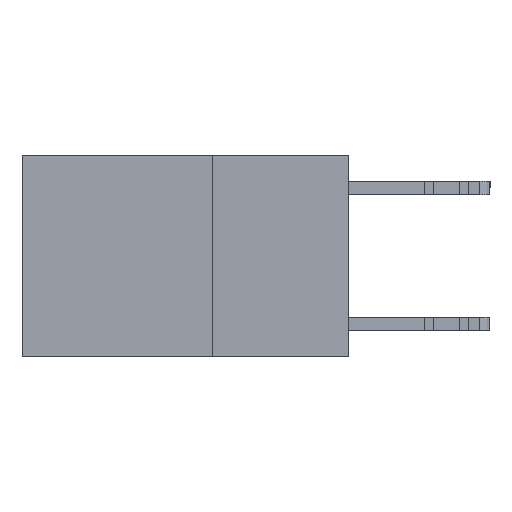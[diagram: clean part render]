
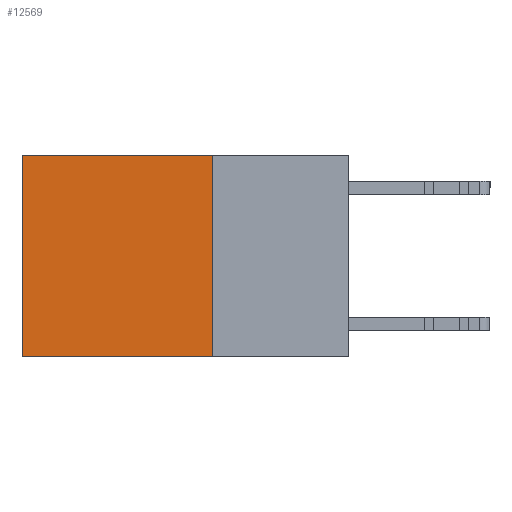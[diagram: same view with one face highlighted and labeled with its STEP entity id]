
A CAD part, left-side view. The second image highlights one B-rep face of the part: STEP entity #12569.
In plain terms, the highlighted planar face has unit normal (-1, 0, 0).
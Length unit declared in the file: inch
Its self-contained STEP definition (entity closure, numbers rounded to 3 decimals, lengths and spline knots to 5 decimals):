
#1308 = DIRECTION ( 'NONE',  ( 0., 0., -1. ) ) ;
#1739 = CARTESIAN_POINT ( 'NONE',  ( 0.2625, 0.25, -0.37 ) ) ;
#2019 = LINE ( 'NONE', #20230, #19293 ) ;
#2128 = EDGE_CURVE ( 'NONE', #26357, #21228, #11428, .T. ) ;
#3134 = DIRECTION ( 'NONE',  ( 1., 0., 0. ) ) ;
#3223 = CARTESIAN_POINT ( 'NONE',  ( 0.2625, 0.25, -0.37 ) ) ;
#3737 = DIRECTION ( 'NONE',  ( 0., 0., -1. ) ) ;
#4095 = CARTESIAN_POINT ( 'NONE',  ( 0.2625, 0.25, 0. ) ) ;
#5443 = EDGE_CURVE ( 'NONE', #20530, #12963, #12002, .T. ) ;
#8149 = LINE ( 'NONE', #8726, #21288 ) ;
#8726 = CARTESIAN_POINT ( 'NONE',  ( 0.2625, 0.25, 0. ) ) ;
#11428 = LINE ( 'NONE', #1739, #21938 ) ;
#12002 = LINE ( 'NONE', #21268, #28684 ) ;
#12155 = DIRECTION ( 'NONE',  ( 0., 1., 0. ) ) ;
#12569 = ADVANCED_FACE ( 'NONE', ( #21791 ), #26498, .F. ) ;
#12963 = VERTEX_POINT ( 'NONE', #17341 ) ;
#13093 = ORIENTED_EDGE ( 'NONE', *, *, #26039, .T. ) ;
#14713 = ORIENTED_EDGE ( 'NONE', *, *, #14755, .F. ) ;
#14755 = EDGE_CURVE ( 'NONE', #20530, #26357, #8149, .T. ) ;
#14964 = CARTESIAN_POINT ( 'NONE',  ( 0.2625, 0.25, 0. ) ) ;
#17341 = CARTESIAN_POINT ( 'NONE',  ( 0.2625, 0.6, 0. ) ) ;
#18665 = ORIENTED_EDGE ( 'NONE', *, *, #5443, .T. ) ;
#19293 = VECTOR ( 'NONE', #20383, 39.37008 ) ;
#20230 = CARTESIAN_POINT ( 'NONE',  ( 0.2625, 0.6, 0. ) ) ;
#20383 = DIRECTION ( 'NONE',  ( 0., 0., -1. ) ) ;
#20530 = VERTEX_POINT ( 'NONE', #4095 ) ;
#20695 = DIRECTION ( 'NONE',  ( 0., 1., 0. ) ) ;
#21054 = EDGE_LOOP ( 'NONE', ( #13093, #26952, #14713, #18665 ) ) ;
#21228 = VERTEX_POINT ( 'NONE', #25885 ) ;
#21268 = CARTESIAN_POINT ( 'NONE',  ( 0.2625, 0.25, 0. ) ) ;
#21288 = VECTOR ( 'NONE', #3737, 39.37008 ) ;
#21791 = FACE_OUTER_BOUND ( 'NONE', #21054, .T. ) ;
#21938 = VECTOR ( 'NONE', #20695, 39.37008 ) ;
#25885 = CARTESIAN_POINT ( 'NONE',  ( 0.2625, 0.6, -0.37 ) ) ;
#26039 = EDGE_CURVE ( 'NONE', #12963, #21228, #2019, .T. ) ;
#26357 = VERTEX_POINT ( 'NONE', #3223 ) ;
#26498 = PLANE ( 'NONE',  #27036 ) ;
#26952 = ORIENTED_EDGE ( 'NONE', *, *, #2128, .F. ) ;
#27036 = AXIS2_PLACEMENT_3D ( 'NONE', #14964, #3134, #1308 ) ;
#28684 = VECTOR ( 'NONE', #12155, 39.37008 ) ;
